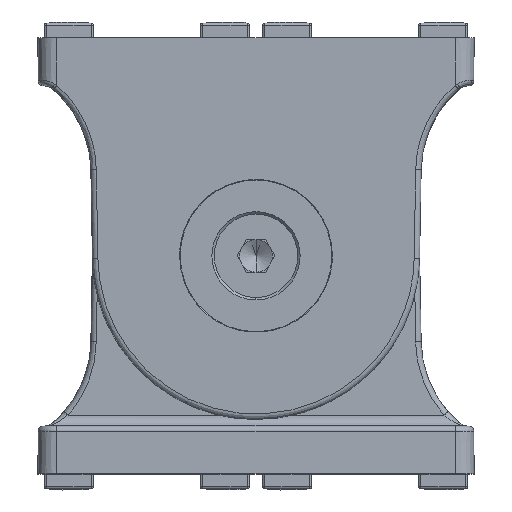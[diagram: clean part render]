
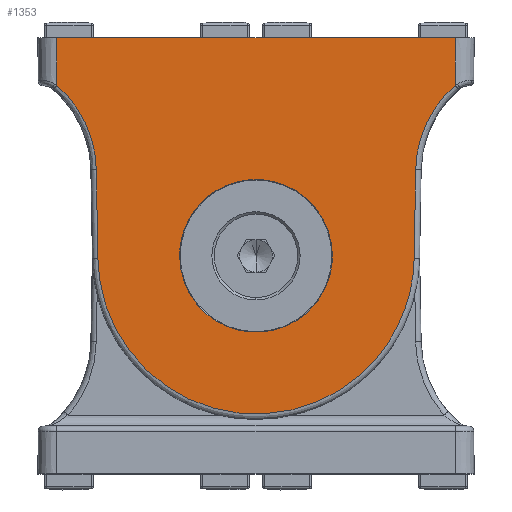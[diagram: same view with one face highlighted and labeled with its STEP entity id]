
A CAD part, top view. The second image highlights one B-rep face of the part: STEP entity #1353.
In plain terms, the highlighted face is planar.
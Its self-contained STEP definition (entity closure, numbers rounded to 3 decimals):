
#361 = CARTESIAN_POINT ( 'NONE',  ( 14.64, 12.115, -9.894 ) ) ;
#1353 = ADVANCED_FACE ( 'NONE', ( #16848, #16919 ), #11469, .T. ) ;
#1956 = CARTESIAN_POINT ( 'NONE',  ( 14.498, 20.257, -9.823 ) ) ;
#2100 = EDGE_LOOP ( 'NONE', ( #8832, #9400, #9776, #10511, #10925, #11506, #11872, #12696 ) ) ;
#2742 = VERTEX_POINT ( 'NONE', #7009 ) ;
#3061 = EDGE_CURVE ( 'NONE', #2742, #15900, #10487, .T. ) ;
#3132 = EDGE_CURVE ( 'NONE', #3547, #9994, #13763, .T. ) ;
#3151 = EDGE_CURVE ( 'NONE', #9994, #11256, #10140, .T. ) ;
#3155 = EDGE_CURVE ( 'NONE', #11256, #6590, #12999, .T. ) ;
#3159 = EDGE_CURVE ( 'NONE', #6590, #9968, #10339, .T. ) ;
#3210 = CARTESIAN_POINT ( 'NONE',  ( -7., 20., -9.825 ) ) ;
#3464 = EDGE_CURVE ( 'NONE', #9968, #2742, #9189, .T. ) ;
#3495 = EDGE_CURVE ( 'NONE', #4096, #10504, #13967, .T. ) ;
#3547 = VERTEX_POINT ( 'NONE', #10766 ) ;
#3602 = EDGE_LOOP ( 'NONE', ( #13075, #13942 ) ) ;
#3981 = DIRECTION ( 'NONE',  ( 0.017, 1., 0.009 ) ) ;
#3984 = EDGE_CURVE ( 'NONE', #15900, #13644, #15308, .T. ) ;
#4017 = EDGE_CURVE ( 'NONE', #13644, #3547, #5827, .T. ) ;
#4026 = CARTESIAN_POINT ( 'NONE',  ( 18.25, 0., -10. ) ) ;
#4045 = CARTESIAN_POINT ( 'NONE',  ( -14.498, 20.253, -9.823 ) ) ;
#4096 = VERTEX_POINT ( 'NONE', #3210 ) ;
#4291 = CARTESIAN_POINT ( 'NONE',  ( 7., 20., -9.825 ) ) ;
#4396 = CARTESIAN_POINT ( 'NONE',  ( 14.009, 48.271, -9.579 ) ) ;
#4526 = CARTESIAN_POINT ( 'NONE',  ( -14.64, 12.115, -9.894 ) ) ;
#4600 = CARTESIAN_POINT ( 'NONE',  ( -18.25, 4.374, -9.962 ) ) ;
#4619 = CARTESIAN_POINT ( 'NONE',  ( -14.693, 9.095, -9.921 ) ) ;
#4652 = CARTESIAN_POINT ( 'NONE',  ( -15.97, 6.356, -9.945 ) ) ;
#4780 = CARTESIAN_POINT ( 'NONE',  ( -14.009, 48.271, -9.579 ) ) ;
#5780 = CARTESIAN_POINT ( 'NONE',  ( 7., 20., -9.825 ) ) ;
#5827 = LINE ( 'NONE', #4045, #6045 ) ;
#6045 = VECTOR ( 'NONE', #3981, 1000. ) ;
#6073 = CARTESIAN_POINT ( 'NONE',  ( 18.25, 0., -10. ) ) ;
#6541 = CARTESIAN_POINT ( 'NONE',  ( 18.25, 4.374, -9.962 ) ) ;
#6590 = VERTEX_POINT ( 'NONE', #6541 ) ;
#7009 = CARTESIAN_POINT ( 'NONE',  ( -18.25, 0., -10. ) ) ;
#7498 = CARTESIAN_POINT ( 'NONE',  ( -14.64, 12.115, -9.894 ) ) ;
#8562 = CARTESIAN_POINT ( 'NONE',  ( -7., 20., -9.825 ) ) ;
#8628 = DIRECTION ( 'NONE',  ( 0., 0.009, -1. ) ) ;
#8832 = ORIENTED_EDGE ( 'NONE', *, *, #3061, .T. ) ;
#9189 = LINE ( 'NONE', #11117, #9358 ) ;
#9310 = CARTESIAN_POINT ( 'NONE',  ( 18.25, 4.374, -9.962 ) ) ;
#9358 = VECTOR ( 'NONE', #11479, 1000. ) ;
#9400 = ORIENTED_EDGE ( 'NONE', *, *, #3984, .T. ) ;
#9776 = ORIENTED_EDGE ( 'NONE', *, *, #4017, .T. ) ;
#9968 = VERTEX_POINT ( 'NONE', #6073 ) ;
#9994 = VERTEX_POINT ( 'NONE', #1956 ) ;
#10030 = VECTOR ( 'NONE', #15396, 1000. ) ;
#10130 = VECTOR ( 'NONE', #15468, 1000. ) ;
#10140 = LINE ( 'NONE', #15476, #10130 ) ;
#10323 = VECTOR ( 'NONE', #13525, 1000. ) ;
#10339 = LINE ( 'NONE', #4026, #10030 ) ;
#10487 = LINE ( 'NONE', #16339, #10323 ) ;
#10504 = VERTEX_POINT ( 'NONE', #4291 ) ;
#10511 = ORIENTED_EDGE ( 'NONE', *, *, #3132, .T. ) ;
#10766 = CARTESIAN_POINT ( 'NONE',  ( -14.498, 20.257, -9.823 ) ) ;
#10925 = ORIENTED_EDGE ( 'NONE', *, *, #3151, .T. ) ;
#11090 = CARTESIAN_POINT ( 'NONE',  ( 7., 34., -9.703 ) ) ;
#11117 = CARTESIAN_POINT ( 'NONE',  ( 20., 0., -10. ) ) ;
#11256 = VERTEX_POINT ( 'NONE', #361 ) ;
#11290 = EDGE_CURVE ( 'NONE', #10504, #4096, #11997, .T. ) ;
#11315 = CARTESIAN_POINT ( 'NONE',  ( 7., 20., -9.825 ) ) ;
#11334 = CARTESIAN_POINT ( 'NONE',  ( -7., 20., -9.825 ) ) ;
#11370 = DIRECTION ( 'NONE',  ( 0., 1., 0.009 ) ) ;
#11408 = CARTESIAN_POINT ( 'NONE',  ( -7., 34., -9.703 ) ) ;
#11469 = PLANE ( 'NONE',  #13271 ) ;
#11479 = DIRECTION ( 'NONE',  ( -1., 0., 0. ) ) ;
#11506 = ORIENTED_EDGE ( 'NONE', *, *, #3155, .T. ) ;
#11872 = ORIENTED_EDGE ( 'NONE', *, *, #3159, .T. ) ;
#11997 =( BOUNDED_CURVE ( )  B_SPLINE_CURVE ( 3, ( #5780, #14800, #16163, #8562 ),
 .UNSPECIFIED., .F., .T. ) 
 B_SPLINE_CURVE_WITH_KNOTS ( ( 4, 4 ),
 ( 1.571, 4.712 ),
 .UNSPECIFIED. ) 
 CURVE ( )  GEOMETRIC_REPRESENTATION_ITEM ( )  RATIONAL_B_SPLINE_CURVE ( ( 1., 0.333, 0.333, 1. ) ) 
 REPRESENTATION_ITEM ( '' )  );
#12360 = CARTESIAN_POINT ( 'NONE',  ( -18.25, 4.374, -9.962 ) ) ;
#12696 = ORIENTED_EDGE ( 'NONE', *, *, #3464, .T. ) ;
#12999 =( BOUNDED_CURVE ( )  B_SPLINE_CURVE ( 3, ( #15452, #15529, #15534, #9310 ),
 .UNSPECIFIED., .F., .F. ) 
 B_SPLINE_CURVE_WITH_KNOTS ( ( 4, 4 ),
 ( 4.73, 5.568 ),
 .UNSPECIFIED. ) 
 CURVE ( )  GEOMETRIC_REPRESENTATION_ITEM ( )  RATIONAL_B_SPLINE_CURVE ( ( 1., 0.942, 0.942, 1. ) ) 
 REPRESENTATION_ITEM ( '' )  );
#13075 = ORIENTED_EDGE ( 'NONE', *, *, #11290, .F. ) ;
#13271 = AXIS2_PLACEMENT_3D ( 'NONE', #14799, #8628, #11370 ) ;
#13525 = DIRECTION ( 'NONE',  ( 0., 1., 0.009 ) ) ;
#13644 = VERTEX_POINT ( 'NONE', #7498 ) ;
#13763 =( BOUNDED_CURVE ( )  B_SPLINE_CURVE ( 3, ( #15651, #4780, #4396, #15634 ),
 .UNSPECIFIED., .F., .F. ) 
 B_SPLINE_CURVE_WITH_KNOTS ( ( 4, 4 ),
 ( 1.588, 4.695 ),
 .UNSPECIFIED. ) 
 CURVE ( )  GEOMETRIC_REPRESENTATION_ITEM ( )  RATIONAL_B_SPLINE_CURVE ( ( 1., 0.345, 0.345, 1. ) ) 
 REPRESENTATION_ITEM ( '' )  );
#13942 = ORIENTED_EDGE ( 'NONE', *, *, #3495, .F. ) ;
#13967 =( BOUNDED_CURVE ( )  B_SPLINE_CURVE ( 3, ( #11334, #11408, #11090, #11315 ),
 .UNSPECIFIED., .F., .T. ) 
 B_SPLINE_CURVE_WITH_KNOTS ( ( 4, 4 ),
 ( 4.712, 7.854 ),
 .UNSPECIFIED. ) 
 CURVE ( )  GEOMETRIC_REPRESENTATION_ITEM ( )  RATIONAL_B_SPLINE_CURVE ( ( 1., 0.333, 0.333, 1. ) ) 
 REPRESENTATION_ITEM ( '' )  );
#14799 = CARTESIAN_POINT ( 'NONE',  ( 20., 0., -10. ) ) ;
#14800 = CARTESIAN_POINT ( 'NONE',  ( 7., 6., -9.948 ) ) ;
#15308 =( BOUNDED_CURVE ( )  B_SPLINE_CURVE ( 3, ( #4600, #4652, #4619, #4526 ),
 .UNSPECIFIED., .F., .T. ) 
 B_SPLINE_CURVE_WITH_KNOTS ( ( 4, 4 ),
 ( 0.716, 1.553 ),
 .UNSPECIFIED. ) 
 CURVE ( )  GEOMETRIC_REPRESENTATION_ITEM ( )  RATIONAL_B_SPLINE_CURVE ( ( 1., 0.942, 0.942, 1. ) ) 
 REPRESENTATION_ITEM ( '' )  );
#15396 = DIRECTION ( 'NONE',  ( 0., -1., -0.009 ) ) ;
#15452 = CARTESIAN_POINT ( 'NONE',  ( 14.64, 12.115, -9.894 ) ) ;
#15468 = DIRECTION ( 'NONE',  ( 0.017, -1., -0.009 ) ) ;
#15476 = CARTESIAN_POINT ( 'NONE',  ( 14.64, 12.111, -9.894 ) ) ;
#15529 = CARTESIAN_POINT ( 'NONE',  ( 14.693, 9.095, -9.921 ) ) ;
#15534 = CARTESIAN_POINT ( 'NONE',  ( 15.97, 6.356, -9.945 ) ) ;
#15634 = CARTESIAN_POINT ( 'NONE',  ( 14.498, 20.257, -9.823 ) ) ;
#15651 = CARTESIAN_POINT ( 'NONE',  ( -14.498, 20.257, -9.823 ) ) ;
#15900 = VERTEX_POINT ( 'NONE', #12360 ) ;
#16163 = CARTESIAN_POINT ( 'NONE',  ( -7., 6., -9.948 ) ) ;
#16339 = CARTESIAN_POINT ( 'NONE',  ( -18.25, 0., -10. ) ) ;
#16848 = FACE_OUTER_BOUND ( 'NONE', #2100, .T. ) ;
#16919 = FACE_BOUND ( 'NONE', #3602, .T. ) ;
